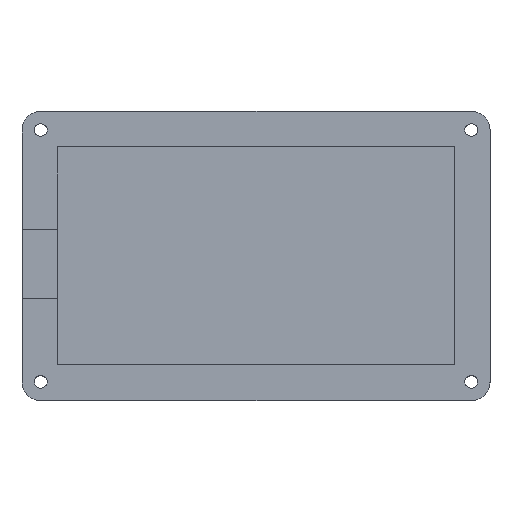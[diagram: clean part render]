
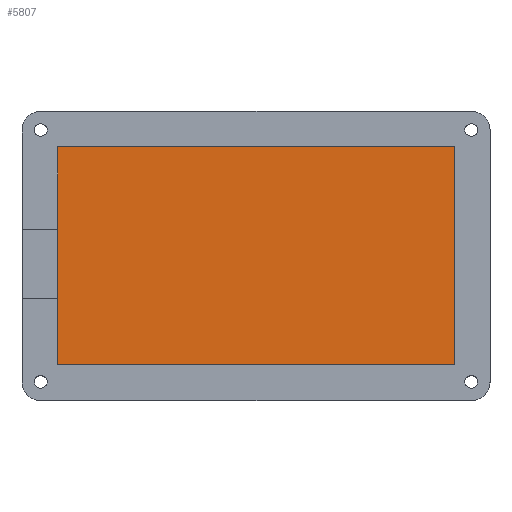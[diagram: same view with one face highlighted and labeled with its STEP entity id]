
A CAD part, top view. The second image highlights one B-rep face of the part: STEP entity #5807.
In plain terms, the highlighted planar face has unit normal (0, 0, 1).
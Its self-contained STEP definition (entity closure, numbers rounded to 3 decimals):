
#744=FACE_OUTER_BOUND('',#1082,.T.);
#1082=EDGE_LOOP('',(#5246,#5247,#5248,#5249));
#1653=LINE('',#10825,#2226);
#1654=LINE('',#10827,#2227);
#1655=LINE('',#10829,#2228);
#1656=LINE('',#10830,#2229);
#2226=VECTOR('',#6941,10.);
#2227=VECTOR('',#6942,10.);
#2228=VECTOR('',#6943,10.);
#2229=VECTOR('',#6944,10.);
#2801=VERTEX_POINT('',#10823);
#2802=VERTEX_POINT('',#10824);
#2803=VERTEX_POINT('',#10826);
#2804=VERTEX_POINT('',#10828);
#3628=EDGE_CURVE('',#2801,#2802,#1653,.T.);
#3629=EDGE_CURVE('',#2803,#2801,#1654,.T.);
#3630=EDGE_CURVE('',#2804,#2803,#1655,.T.);
#3631=EDGE_CURVE('',#2802,#2804,#1656,.T.);
#5246=ORIENTED_EDGE('',*,*,#3628,.F.);
#5247=ORIENTED_EDGE('',*,*,#3629,.F.);
#5248=ORIENTED_EDGE('',*,*,#3630,.F.);
#5249=ORIENTED_EDGE('',*,*,#3631,.F.);
#5501=PLANE('',#6016);
#5807=ADVANCED_FACE('',(#744),#5501,.T.);
#6016=AXIS2_PLACEMENT_3D('',#10822,#6939,#6940);
#6939=DIRECTION('center_axis',(0.,0.,1.));
#6940=DIRECTION('ref_axis',(1.,0.,0.));
#6941=DIRECTION('',(-1.,0.,0.));
#6942=DIRECTION('',(0.,-1.,0.));
#6943=DIRECTION('',(1.,0.,0.));
#6944=DIRECTION('',(0.,1.,0.));
#10822=CARTESIAN_POINT('Origin',(2.888,40.925,9.));
#10823=CARTESIAN_POINT('',(55.775,11.85,9.));
#10824=CARTESIAN_POINT('',(-50.,11.85,9.));
#10825=CARTESIAN_POINT('',(29.331,11.85,9.));
#10826=CARTESIAN_POINT('',(55.775,70.,9.));
#10827=CARTESIAN_POINT('',(55.775,55.463,9.));
#10828=CARTESIAN_POINT('',(-50.,70.,9.));
#10829=CARTESIAN_POINT('',(-23.556,70.,9.));
#10830=CARTESIAN_POINT('',(-50.,26.388,9.));
